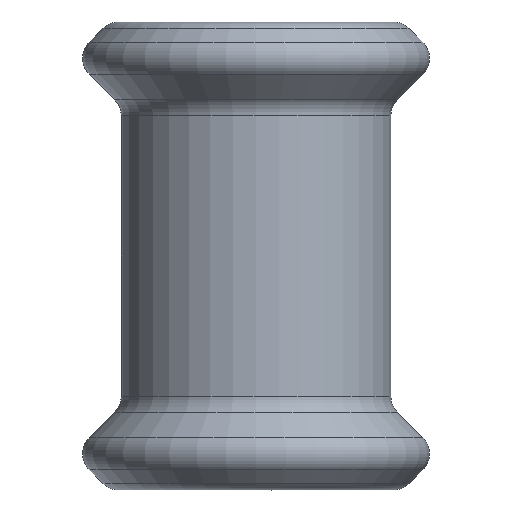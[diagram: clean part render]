
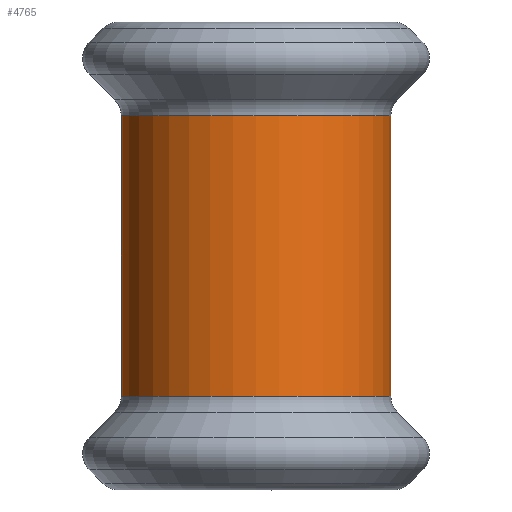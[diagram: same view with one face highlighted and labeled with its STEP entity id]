
A CAD part, front view. The second image highlights one B-rep face of the part: STEP entity #4765.
In plain terms, the highlighted cylindrical face has radius 4.572 mm (diameter 9.144 mm), a partial arc.
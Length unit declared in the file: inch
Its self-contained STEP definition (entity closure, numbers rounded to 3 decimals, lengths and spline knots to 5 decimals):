
#236 = CARTESIAN_POINT ( 'NONE',  ( 0.125, -0.531, -0.18751 ) ) ;
#362 = AXIS2_PLACEMENT_3D ( 'NONE', #236, #3449, #704 ) ;
#385 = CARTESIAN_POINT ( 'NONE',  ( -0.055, -0.531, 0.18751 ) ) ;
#661 = EDGE_CURVE ( 'NONE', #5254, #2399, #4222, .T. ) ;
#704 = DIRECTION ( 'NONE',  ( 1., 0., 0. ) ) ;
#880 = EDGE_LOOP ( 'NONE', ( #5214, #3370, #2113, #3461 ) ) ;
#892 = CIRCLE ( 'NONE', #362, 0.18 ) ;
#1101 = VECTOR ( 'NONE', #2673, 39.37008 ) ;
#1256 = LINE ( 'NONE', #385, #1101 ) ;
#1303 = DIRECTION ( 'NONE',  ( 0., 0., 1. ) ) ;
#1347 = CARTESIAN_POINT ( 'NONE',  ( 0.305, -0.531, -0.18751 ) ) ;
#1446 = LINE ( 'NONE', #1740, #3859 ) ;
#1740 = CARTESIAN_POINT ( 'NONE',  ( 0.305, -0.531, 0. ) ) ;
#2077 = DIRECTION ( 'NONE',  ( 0., 0., 1. ) ) ;
#2113 = ORIENTED_EDGE ( 'NONE', *, *, #661, .F. ) ;
#2239 = DIRECTION ( 'NONE',  ( 1., 0., 0. ) ) ;
#2399 = VERTEX_POINT ( 'NONE', #4433 ) ;
#2673 = DIRECTION ( 'NONE',  ( 0., 0., 1. ) ) ;
#2837 = CYLINDRICAL_SURFACE ( 'NONE', #4061, 0.18 ) ;
#3352 = EDGE_CURVE ( 'NONE', #5914, #2399, #1446, .T. ) ;
#3370 = ORIENTED_EDGE ( 'NONE', *, *, #3352, .T. ) ;
#3449 = DIRECTION ( 'NONE',  ( 0., 0., 1. ) ) ;
#3461 = ORIENTED_EDGE ( 'NONE', *, *, #5298, .F. ) ;
#3469 = CARTESIAN_POINT ( 'NONE',  ( -0.055, -0.531, -0.18751 ) ) ;
#3514 = CARTESIAN_POINT ( 'NONE',  ( -0.055, -0.531, 0.18751 ) ) ;
#3859 = VECTOR ( 'NONE', #4935, 39.37008 ) ;
#4061 = AXIS2_PLACEMENT_3D ( 'NONE', #5885, #1303, #2239 ) ;
#4113 = FACE_OUTER_BOUND ( 'NONE', #880, .T. ) ;
#4222 = CIRCLE ( 'NONE', #4758, 0.18 ) ;
#4318 = VERTEX_POINT ( 'NONE', #3469 ) ;
#4433 = CARTESIAN_POINT ( 'NONE',  ( 0.305, -0.531, 0.18751 ) ) ;
#4700 = EDGE_CURVE ( 'NONE', #4318, #5914, #892, .T. ) ;
#4758 = AXIS2_PLACEMENT_3D ( 'NONE', #4818, #2077, #5294 ) ;
#4765 = ADVANCED_FACE ( 'NONE', ( #4113 ), #2837, .T. ) ;
#4818 = CARTESIAN_POINT ( 'NONE',  ( 0.125, -0.531, 0.18751 ) ) ;
#4935 = DIRECTION ( 'NONE',  ( 0., 0., 1. ) ) ;
#5214 = ORIENTED_EDGE ( 'NONE', *, *, #4700, .T. ) ;
#5254 = VERTEX_POINT ( 'NONE', #3514 ) ;
#5294 = DIRECTION ( 'NONE',  ( 1., 0., 0. ) ) ;
#5298 = EDGE_CURVE ( 'NONE', #4318, #5254, #1256, .T. ) ;
#5885 = CARTESIAN_POINT ( 'NONE',  ( 0.125, -0.531, 0. ) ) ;
#5914 = VERTEX_POINT ( 'NONE', #1347 ) ;
